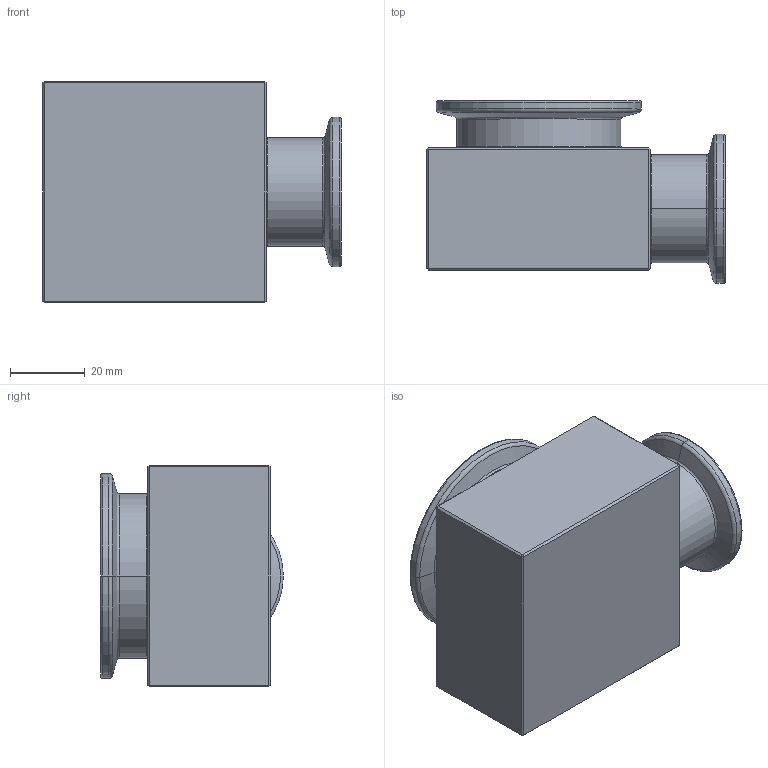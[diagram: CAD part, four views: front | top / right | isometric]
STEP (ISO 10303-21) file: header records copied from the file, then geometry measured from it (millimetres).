
FILE_DESCRIPTION (( 'STEP AP214' ), '1' );
FILE_NAME ('110RWR040-025-V.A.stp', '2018-08-29T06:13:12', ( '' ), ( '' ), 'SwSTEP 2.0', 'SolidWorks 2015', '' );
FILE_SCHEMA (( 'AUTOMOTIVE_DESIGN' ));
Length unit declared in the file: millimetre
Products named in the file (1): 110RWR040-025-V.A
Bounding box: 80 x 49 x 59.5 mm (x, y, z)
Volume: 100212.9 mm3; surface area: 26627.5 mm2
Topology: 1 solids, 1 shells, 71 faces, 142 edges, 78 vertices
Faces by surface type: plane 31, torus 16, cylinder 14, cone 10
Entity records: 1946 total; most frequent: CARTESIAN_POINT 400, DIRECTION 352, ORIENTED_EDGE 284, EDGE_CURVE 142, AXIS2_PLACEMENT_3D 140, VERTEX_POINT 78, EDGE_LOOP 78, VECTOR 72
